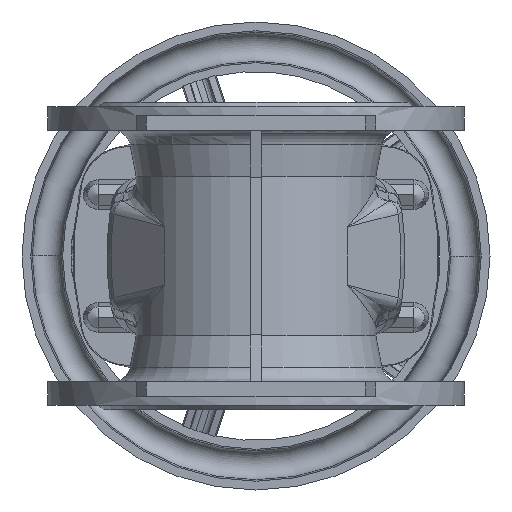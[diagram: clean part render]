
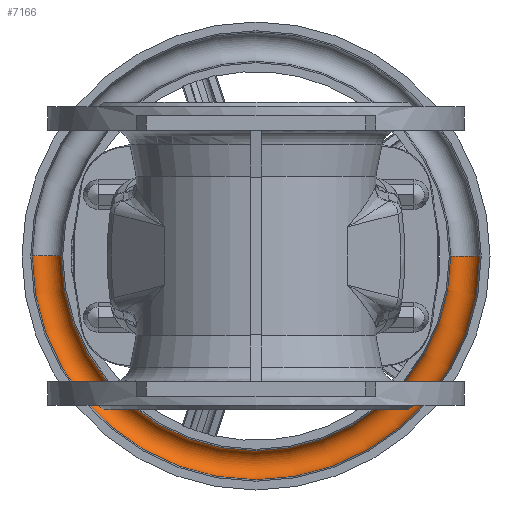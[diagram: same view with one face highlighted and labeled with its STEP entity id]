
A CAD part, front view. The second image highlights one B-rep face of the part: STEP entity #7166.
In plain terms, the highlighted toroidal (fillet/blend) face has major radius 143.064 mm and minor radius 10 mm.
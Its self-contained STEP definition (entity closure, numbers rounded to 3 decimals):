
#1450 = EDGE_LOOP ( 'NONE', ( #7978, #7977, #7976, #7975 ) ) ;
#7166 = ADVANCED_FACE ( 'NONE', ( #8337 ), #8328, .F. ) ;
#7975 = ORIENTED_EDGE ( 'NONE', *, *, #8375, .F. ) ;
#7976 = ORIENTED_EDGE ( 'NONE', *, *, #8372, .T. ) ;
#7977 = ORIENTED_EDGE ( 'NONE', *, *, #8370, .T. ) ;
#7978 = ORIENTED_EDGE ( 'NONE', *, *, #8368, .F. ) ;
#8328 = TOROIDAL_SURFACE ( 'NONE', #10718, 143.064, 10. ) ;
#8337 = FACE_OUTER_BOUND ( 'NONE', #1450, .T. ) ;
#8368 = EDGE_CURVE ( 'NONE', #14259, #14258, #8680, .T. ) ;
#8370 = EDGE_CURVE ( 'NONE', #14259, #14261, #8686, .T. ) ;
#8372 = EDGE_CURVE ( 'NONE', #14261, #14263, #8682, .T. ) ;
#8375 = EDGE_CURVE ( 'NONE', #14258, #14263, #8690, .T. ) ;
#8680 = CIRCLE ( 'NONE', #10810, 133.102 ) ;
#8682 = CIRCLE ( 'NONE', #10812, 153.026 ) ;
#8686 = CIRCLE ( 'NONE', #10811, 10. ) ;
#8690 = CIRCLE ( 'NONE', #10813, 10. ) ;
#9844 = CARTESIAN_POINT ( 'NONE',  ( 0., 524., 0. ) ) ;
#9852 = DIRECTION ( 'NONE',  ( 1., 0., 0. ) ) ;
#9857 = DIRECTION ( 'NONE',  ( 0., -1., 0. ) ) ;
#10447 = CARTESIAN_POINT ( 'NONE',  ( 0., 524.872, 0. ) ) ;
#10448 = DIRECTION ( 'NONE',  ( 0., -1., 0. ) ) ;
#10449 = DIRECTION ( 'NONE',  ( 1., 0., 0. ) ) ;
#10451 = CARTESIAN_POINT ( 'NONE',  ( -143.064, 524., 0. ) ) ;
#10452 = DIRECTION ( 'NONE',  ( 0., 0., 1. ) ) ;
#10453 = DIRECTION ( 'NONE',  ( 1., 0., 0. ) ) ;
#10455 = CARTESIAN_POINT ( 'NONE',  ( 0., 524.872, 0. ) ) ;
#10456 = DIRECTION ( 'NONE',  ( 0., -1., 0. ) ) ;
#10457 = DIRECTION ( 'NONE',  ( 1., 0., 0. ) ) ;
#10459 = CARTESIAN_POINT ( 'NONE',  ( 143.064, 524., 0. ) ) ;
#10460 = DIRECTION ( 'NONE',  ( 0., 0., -1. ) ) ;
#10461 = DIRECTION ( 'NONE',  ( -1., 0., 0. ) ) ;
#10718 = AXIS2_PLACEMENT_3D ( 'NONE', #9844, #9857, #9852 ) ;
#10810 = AXIS2_PLACEMENT_3D ( 'NONE', #10447, #10448, #10449 ) ;
#10811 = AXIS2_PLACEMENT_3D ( 'NONE', #10451, #10452, #10453 ) ;
#10812 = AXIS2_PLACEMENT_3D ( 'NONE', #10455, #10456, #10457 ) ;
#10813 = AXIS2_PLACEMENT_3D ( 'NONE', #10459, #10460, #10461 ) ;
#14258 = VERTEX_POINT ( 'NONE', #19447 ) ;
#14259 = VERTEX_POINT ( 'NONE', #19448 ) ;
#14261 = VERTEX_POINT ( 'NONE', #19450 ) ;
#14263 = VERTEX_POINT ( 'NONE', #19452 ) ;
#19447 = CARTESIAN_POINT ( 'NONE',  ( 133.102, 524.872, 0. ) ) ;
#19448 = CARTESIAN_POINT ( 'NONE',  ( -133.102, 524.872, 0. ) ) ;
#19450 = CARTESIAN_POINT ( 'NONE',  ( -153.026, 524.872, 0. ) ) ;
#19452 = CARTESIAN_POINT ( 'NONE',  ( 153.026, 524.872, 0. ) ) ;
